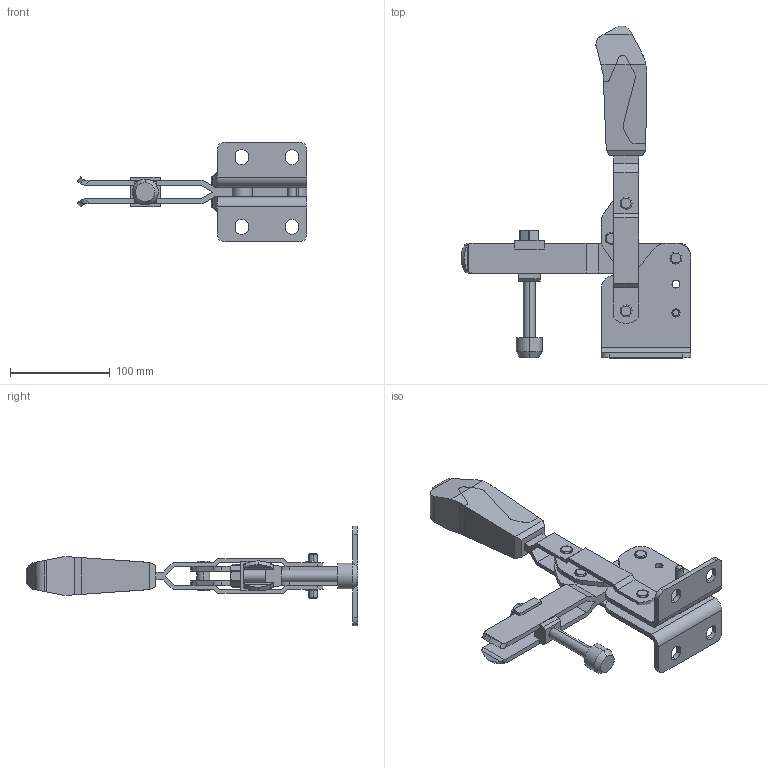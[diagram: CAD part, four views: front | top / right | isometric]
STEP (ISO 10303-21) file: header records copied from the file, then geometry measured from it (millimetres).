
FILE_DESCRIPTION(('STEP AP214'),'1');
FILE_NAME('HALDERN_EH_23330_0007.stp','2019-11-14T12:13:35',('TraceParts'),('TraceParts S.A.'),'Spatial InterOp 3D',' ',' ');
FILE_SCHEMA(('AUTOMOTIVE_DESIGN { 1 0 10303 214 1 1 1 1 }'));
Length unit declared in the file: millimetre
Products named in the file (1): HALDERN_EH_23330_0007_1
Bounding box: 230.29 x 332.5 x 100 mm (x, y, z)
Volume: 454923.7 mm3; surface area: 149038.6 mm2
Topology: 7 solids, 8 shells, 383 faces, 994 edges, 650 vertices
Faces by surface type: plane 178, cylinder 161, cone 24, torus 20
Entity records: 15122 total; most frequent: CARTESIAN_POINT 2224, DIRECTION 2146, ORIENTED_EDGE 1988, EDGE_CURVE 994, AXIS2_PLACEMENT_3D 784, VERTEX_POINT 650, LINE 578, VECTOR 578
